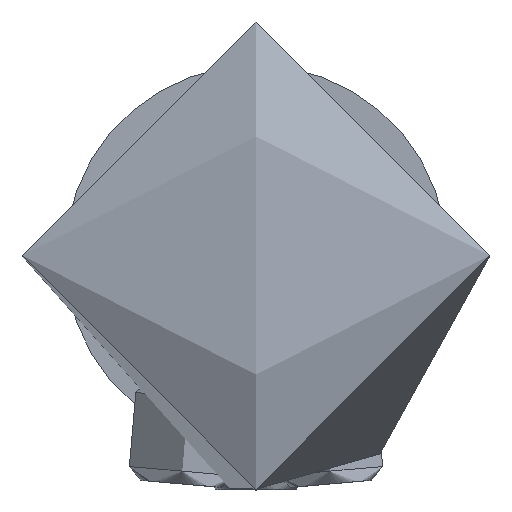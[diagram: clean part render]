
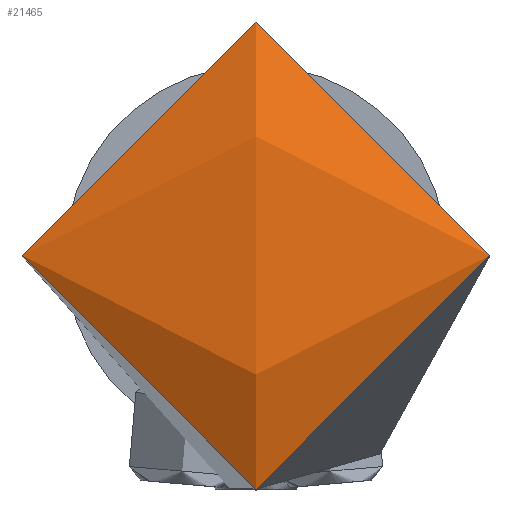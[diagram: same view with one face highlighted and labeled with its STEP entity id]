
A CAD part, top view. The second image highlights one B-rep face of the part: STEP entity #21465.
In plain terms, the highlighted spherical face has radius 28 mm.
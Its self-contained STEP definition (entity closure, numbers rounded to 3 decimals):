
#1336 = DIRECTION ( 'NONE',  ( -1., 0., 0. ) ) ;
#1769 = AXIS2_PLACEMENT_3D ( 'NONE', #12069, #1336, #10009 ) ;
#2056 = VERTEX_POINT ( 'NONE', #6043 ) ;
#2839 = FACE_OUTER_BOUND ( 'NONE', #18567, .T. ) ;
#6043 = CARTESIAN_POINT ( 'NONE',  ( 11., 0., 23.749 ) ) ;
#6566 = AXIS2_PLACEMENT_3D ( 'NONE', #20129, #11755, #17946 ) ;
#7113 = ORIENTED_EDGE ( 'NONE', *, *, #16496, .T. ) ;
#8553 = SPHERICAL_SURFACE ( 'NONE', #1769, 28. ) ;
#10009 = DIRECTION ( 'NONE',  ( 0., 1., 0. ) ) ;
#11755 = DIRECTION ( 'NONE',  ( 0., 0., 1. ) ) ;
#12069 = CARTESIAN_POINT ( 'NONE',  ( 0., 0., -2. ) ) ;
#16496 = EDGE_CURVE ( 'NONE', #2056, #2056, #26015, .T. ) ;
#17946 = DIRECTION ( 'NONE',  ( 1., 0., 0. ) ) ;
#18567 = EDGE_LOOP ( 'NONE', ( #7113 ) ) ;
#20129 = CARTESIAN_POINT ( 'NONE',  ( 0., 0., 23.749 ) ) ;
#21465 = ADVANCED_FACE ( 'NONE', ( #2839 ), #8553, .T. ) ;
#26015 = CIRCLE ( 'NONE', #6566, 11. ) ;
